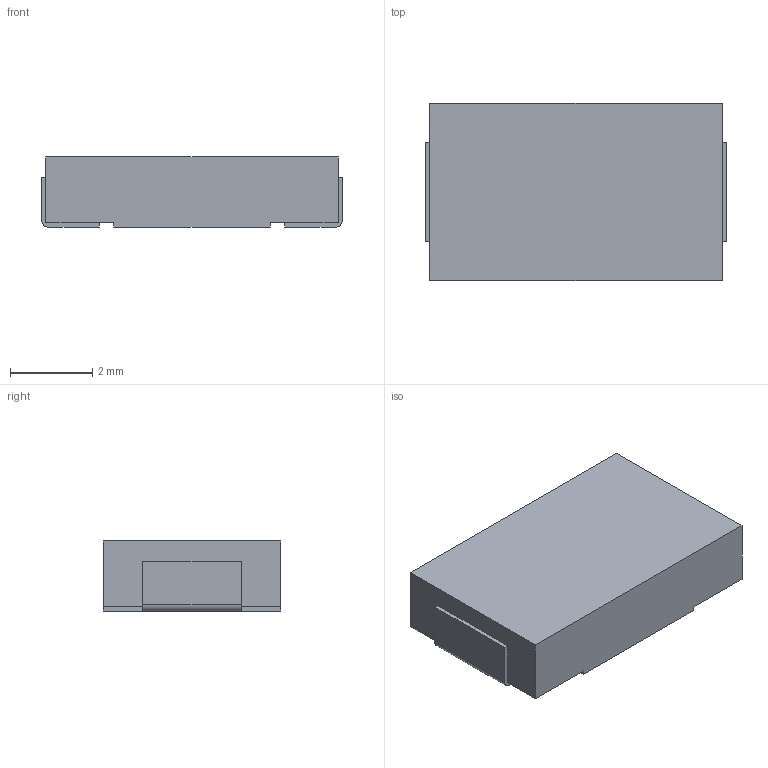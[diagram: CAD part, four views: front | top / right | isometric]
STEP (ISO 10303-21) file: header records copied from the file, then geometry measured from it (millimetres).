
FILE_DESCRIPTION((''),'2;1');
FILE_NAME('CD.stp','2013-10-02T11:38:45',('4024630'),(''),'Autodesk Inventor 2012','Autodesk Inventor 2012','');
FILE_SCHEMA(('CONFIG_CONTROL_DESIGN'));
Length unit declared in the file: millimetre
Products named in the file (3): CD; 端子
Assembly tree (3 placements, depth 2):
  CD
    CD
    端子  x2
Bounding box: 7.3 x 4.3 x 1.7 mm (x, y, z)
Volume: 51.7 mm3; surface area: 124.8 mm2
Topology: 3 solids, 3 shells, 28 faces, 66 edges, 44 vertices
Faces by surface type: plane 26, cylinder 2
Entity records: 638 total; most frequent: CARTESIAN_POINT 100, DIRECTION 97, ORIENTED_EDGE 90, EDGE_CURVE 45, VECTOR 43, LINE 43, VERTEX_POINT 30, AXIS2_PLACEMENT_3D 27
